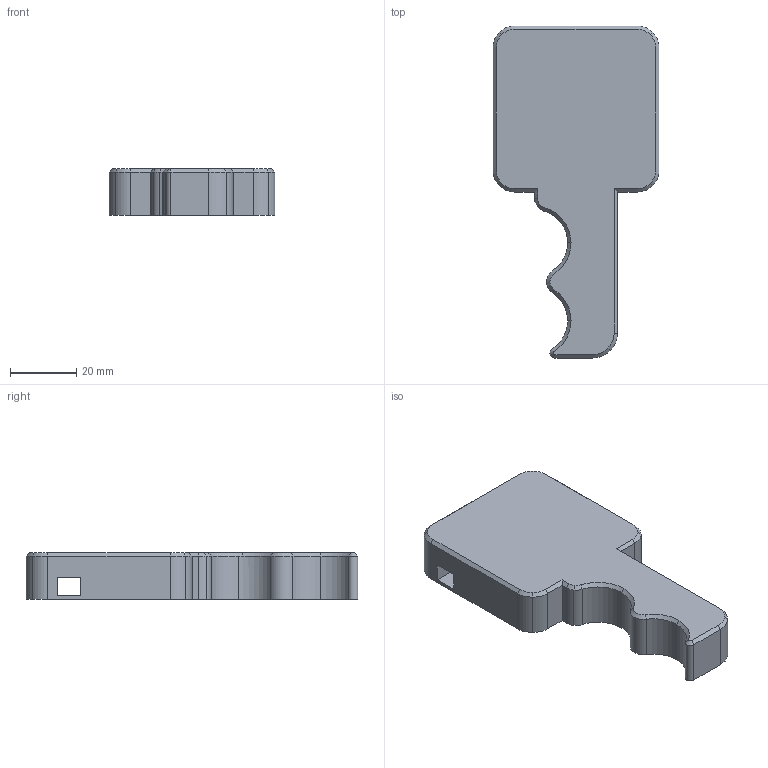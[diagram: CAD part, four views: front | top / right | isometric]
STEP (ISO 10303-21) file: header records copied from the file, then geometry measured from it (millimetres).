
FILE_DESCRIPTION (( 'STEP AP214' ), '1' );
FILE_NAME ('Test 1.4 - Launcher.STEP', '2025-02-18T08:02:04', ( '' ), ( '' ), 'SwSTEP 2.0', 'SolidWorks 2025', '' );
FILE_SCHEMA (( 'AUTOMOTIVE_DESIGN' ));
Length unit declared in the file: millimetre
Products named in the file (1): Test 1.4 - Launcher
Bounding box: 50 x 100 x 14 mm (x, y, z)
Volume: 39900.6 mm3; surface area: 12316 mm2
Topology: 1 solids, 1 shells, 72 faces, 189 edges, 117 vertices
Faces by surface type: plane 30, cylinder 22, cone 20
Entity records: 2226 total; most frequent: DIRECTION 401, CARTESIAN_POINT 379, ORIENTED_EDGE 374, EDGE_CURVE 187, AXIS2_PLACEMENT_3D 142, VECTOR 117, VERTEX_POINT 117, LINE 117
